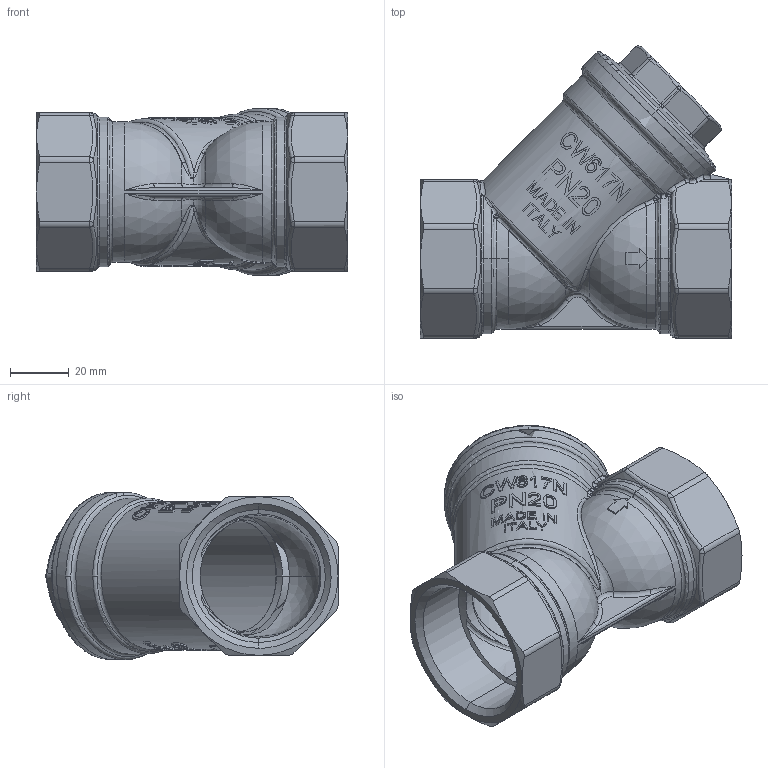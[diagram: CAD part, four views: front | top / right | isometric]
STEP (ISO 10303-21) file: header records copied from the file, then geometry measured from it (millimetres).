
FILE_DESCRIPTION (( 'STEP AP214' ), '1' );
FILE_NAME ('IT-STRAIN19208.STEP', '2018-09-24T08:30:16', ( '' ), ( '' ), 'SwSTEP 2.0', 'SolidWorks 2018', '' );
FILE_SCHEMA (( 'AUTOMOTIVE_DESIGN' ));
Length unit declared in the file: millimetre
Products named in the file (1): IT-STRAIN19208
Bounding box: 106 x 99.54 x 57 mm (x, y, z)
Surface area: 59074 mm2 (no closed solid volume)
Topology: 0 solids, 3 shells, 708 faces, 1814 edges, 1131 vertices
Faces by surface type: plane 263, bspline 201, cylinder 115, torus 55, cone 46, sphere 28
Entity records: 39740 total; most frequent: CARTESIAN_POINT 27137, ORIENTED_EDGE 3565, EDGE_CURVE 1796, B_SPLINE_CURVE_WITH_KNOTS 1715, VERTEX_POINT 1131, DIRECTION 1022, EDGE_LOOP 753, ADVANCED_FACE 707
